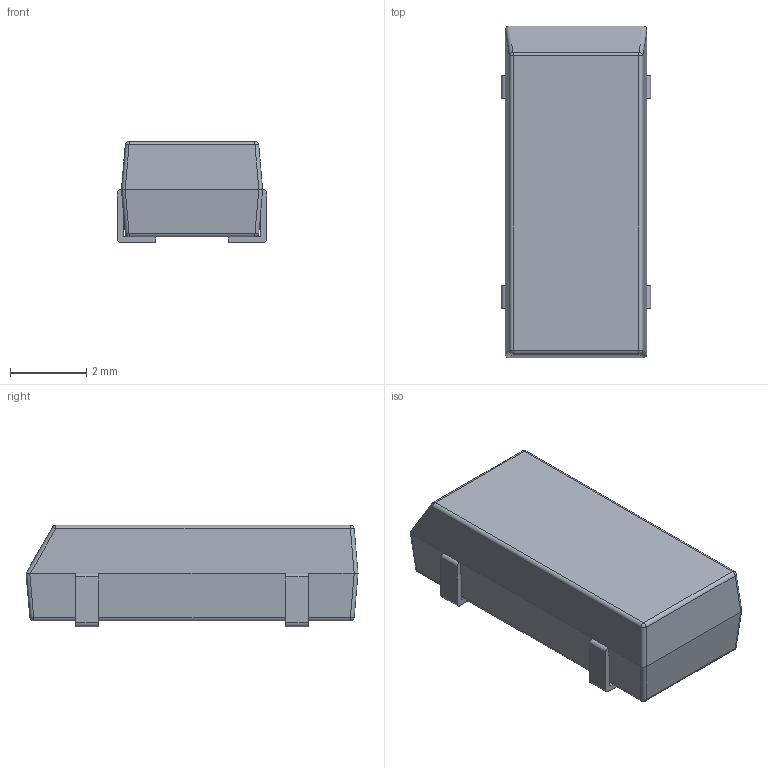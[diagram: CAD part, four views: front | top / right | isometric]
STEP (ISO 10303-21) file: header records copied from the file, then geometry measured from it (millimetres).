
FILE_DESCRIPTION (( 'STEP AP214' ), '1' );
FILE_NAME ('LFXTAL016178REEL.STEP', '2024-02-28T13:46:24', ( '' ), ( '' ), 'SwSTEP 2.0', 'SolidWorks 2023', '' );
FILE_SCHEMA (( 'AUTOMOTIVE_DESIGN' ));
Length unit declared in the file: millimetre
Products named in the file (1): LFXTAL016178REEL
Bounding box: 3.91 x 8.7 x 2.65 mm (x, y, z)
Volume: 76.4 mm3; surface area: 123.9 mm2
Topology: 1 solids, 1 shells, 78 faces, 208 edges, 124 vertices
Faces by surface type: plane 42, cylinder 28, sphere 8
Entity records: 3291 total; most frequent: CARTESIAN_POINT 459, ORIENTED_EDGE 416, DIRECTION 406, EDGE_CURVE 208, VECTOR 152, LINE 152, AXIS2_PLACEMENT_3D 127, VERTEX_POINT 124
